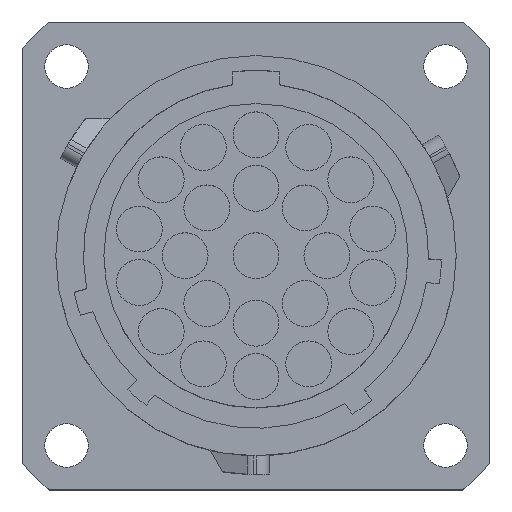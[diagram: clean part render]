
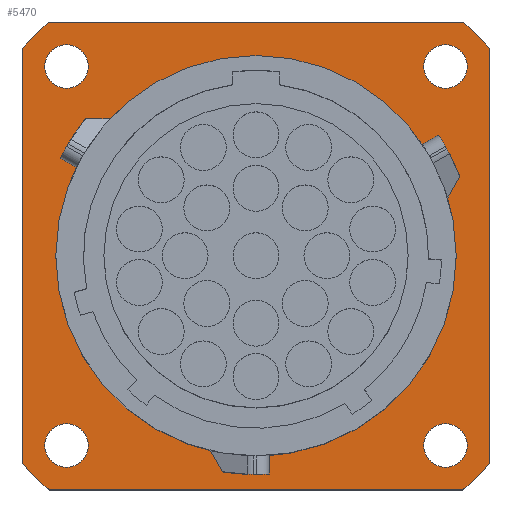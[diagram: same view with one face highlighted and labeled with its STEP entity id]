
A CAD part, top view. The second image highlights one B-rep face of the part: STEP entity #5470.
In plain terms, the highlighted planar face has unit normal (0, 0, 1).
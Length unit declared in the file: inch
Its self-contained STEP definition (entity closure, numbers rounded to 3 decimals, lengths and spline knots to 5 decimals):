
#186=CARTESIAN_POINT('',(0.,0.,0.));
#187=DIRECTION('',(0.,0.,-1.));
#188=DIRECTION('',(1.,0.,0.));
#189=AXIS2_PLACEMENT_3D('',#186,#187,#188);
#236=CARTESIAN_POINT('',(0.,0.,0.));
#237=DIRECTION('',(0.,0.,1.));
#238=DIRECTION('',(1.,0.,0.));
#239=AXIS2_PLACEMENT_3D('',#236,#237,#238);
#315=DIRECTION('',(1.,0.,0.));
#316=VECTOR('',#315,1.15859);
#317=CARTESIAN_POINT('',(-0.5793,0.65551,0.));
#318=LINE('',#317,#316);
#319=CARTESIAN_POINT('',(0.,0.,0.));
#320=DIRECTION('',(0.,0.,-1.));
#321=DIRECTION('',(0.662,0.749,0.));
#322=AXIS2_PLACEMENT_3D('',#319,#320,#321);
#324=DIRECTION('',(0.,-1.,0.));
#325=VECTOR('',#324,1.15859);
#326=CARTESIAN_POINT('',(0.65551,0.5793,0.));
#327=LINE('',#326,#325);
#328=CARTESIAN_POINT('',(0.,0.,0.));
#329=DIRECTION('',(0.,0.,-1.));
#330=DIRECTION('',(0.749,-0.662,0.));
#331=AXIS2_PLACEMENT_3D('',#328,#329,#330);
#333=DIRECTION('',(-1.,0.,0.));
#334=VECTOR('',#333,1.15859);
#335=CARTESIAN_POINT('',(0.5793,-0.65551,0.));
#336=LINE('',#335,#334);
#337=CARTESIAN_POINT('',(0.,0.,0.));
#338=DIRECTION('',(0.,0.,-1.));
#339=DIRECTION('',(-0.662,-0.749,0.));
#340=AXIS2_PLACEMENT_3D('',#337,#338,#339);
#342=DIRECTION('',(0.,1.,0.));
#343=VECTOR('',#342,1.15859);
#344=CARTESIAN_POINT('',(-0.65551,-0.5793,0.));
#345=LINE('',#344,#343);
#346=CARTESIAN_POINT('',(0.,0.,0.));
#347=DIRECTION('',(0.,0.,-1.));
#348=DIRECTION('',(-0.749,0.662,0.));
#349=AXIS2_PLACEMENT_3D('',#346,#347,#348);
#351=CARTESIAN_POINT('',(0.53091,0.53091,0.));
#352=DIRECTION('',(0.,0.,1.));
#353=DIRECTION('',(1.,0.,0.));
#354=AXIS2_PLACEMENT_3D('',#351,#352,#353);
#356=CARTESIAN_POINT('',(0.53091,0.53091,0.));
#357=DIRECTION('',(0.,0.,1.));
#358=DIRECTION('',(-1.,0.,0.));
#359=AXIS2_PLACEMENT_3D('',#356,#357,#358);
#361=CARTESIAN_POINT('',(0.53091,-0.53091,0.));
#362=DIRECTION('',(0.,0.,1.));
#363=DIRECTION('',(1.,0.,0.));
#364=AXIS2_PLACEMENT_3D('',#361,#362,#363);
#366=CARTESIAN_POINT('',(0.53091,-0.53091,0.));
#367=DIRECTION('',(0.,0.,1.));
#368=DIRECTION('',(-1.,0.,0.));
#369=AXIS2_PLACEMENT_3D('',#366,#367,#368);
#371=CARTESIAN_POINT('',(-0.53091,-0.53091,0.));
#372=DIRECTION('',(0.,0.,1.));
#373=DIRECTION('',(1.,0.,0.));
#374=AXIS2_PLACEMENT_3D('',#371,#372,#373);
#376=CARTESIAN_POINT('',(-0.53091,-0.53091,0.));
#377=DIRECTION('',(0.,0.,1.));
#378=DIRECTION('',(-1.,0.,0.));
#379=AXIS2_PLACEMENT_3D('',#376,#377,#378);
#381=CARTESIAN_POINT('',(-0.53091,0.53091,0.));
#382=DIRECTION('',(0.,0.,1.));
#383=DIRECTION('',(1.,0.,0.));
#384=AXIS2_PLACEMENT_3D('',#381,#382,#383);
#386=CARTESIAN_POINT('',(-0.53091,0.53091,0.));
#387=DIRECTION('',(0.,0.,1.));
#388=DIRECTION('',(-1.,0.,0.));
#389=AXIS2_PLACEMENT_3D('',#386,#387,#388);
#4421=CARTESIAN_POINT('',(0.56083,0.,0.));
#4423=VERTEX_POINT('',#4421);
#4433=CARTESIAN_POINT('',(-0.56083,0.,0.));
#4435=VERTEX_POINT('',#4433);
#4681=CARTESIAN_POINT('',(-0.5793,0.65551,0.));
#4682=CARTESIAN_POINT('',(0.5793,0.65551,0.));
#4683=VERTEX_POINT('',#4681);
#4684=VERTEX_POINT('',#4682);
#4685=CARTESIAN_POINT('',(0.65551,0.5793,0.));
#4686=CARTESIAN_POINT('',(0.65551,-0.5793,0.));
#4687=VERTEX_POINT('',#4685);
#4688=VERTEX_POINT('',#4686);
#4689=CARTESIAN_POINT('',(0.5793,-0.65551,0.));
#4690=CARTESIAN_POINT('',(-0.5793,-0.65551,0.));
#4691=VERTEX_POINT('',#4689);
#4692=VERTEX_POINT('',#4690);
#4693=CARTESIAN_POINT('',(-0.65551,-0.5793,0.));
#4694=CARTESIAN_POINT('',(-0.65551,0.5793,0.));
#4695=VERTEX_POINT('',#4693);
#4696=VERTEX_POINT('',#4694);
#4713=CARTESIAN_POINT('',(0.59193,0.53091,0.));
#4714=CARTESIAN_POINT('',(0.46988,0.53091,0.));
#4715=VERTEX_POINT('',#4713);
#4716=VERTEX_POINT('',#4714);
#4717=CARTESIAN_POINT('',(0.59193,-0.53091,0.));
#4718=CARTESIAN_POINT('',(0.46988,-0.53091,0.));
#4719=VERTEX_POINT('',#4717);
#4720=VERTEX_POINT('',#4718);
#4721=CARTESIAN_POINT('',(-0.46988,-0.53091,0.));
#4722=CARTESIAN_POINT('',(-0.59193,-0.53091,0.));
#4723=VERTEX_POINT('',#4721);
#4724=VERTEX_POINT('',#4722);
#4725=CARTESIAN_POINT('',(-0.46988,0.53091,0.));
#4726=CARTESIAN_POINT('',(-0.59193,0.53091,0.));
#4727=VERTEX_POINT('',#4725);
#4728=VERTEX_POINT('',#4726);
#5419=CARTESIAN_POINT('',(0.,0.,0.));
#5420=DIRECTION('',(0.,0.,-1.));
#5421=DIRECTION('',(-1.,0.,0.));
#5422=AXIS2_PLACEMENT_3D('',#5419,#5420,#5421);
#5423=PLANE('',#5422);
#5425=ORIENTED_EDGE('',*,*,#5424,.T.);
#5427=ORIENTED_EDGE('',*,*,#5426,.T.);
#5429=ORIENTED_EDGE('',*,*,#5428,.T.);
#5431=ORIENTED_EDGE('',*,*,#5430,.T.);
#5433=ORIENTED_EDGE('',*,*,#5432,.T.);
#5435=ORIENTED_EDGE('',*,*,#5434,.T.);
#5437=ORIENTED_EDGE('',*,*,#5436,.T.);
#5439=ORIENTED_EDGE('',*,*,#5438,.T.);
#5440=EDGE_LOOP('',(#5425,#5427,#5429,#5431,#5433,#5435,#5437,#5439));
#5441=FACE_OUTER_BOUND('',#5440,.F.);
#5442=ORIENTED_EDGE('',*,*,#5370,.T.);
#5443=ORIENTED_EDGE('',*,*,#5332,.F.);
#5444=EDGE_LOOP('',(#5442,#5443));
#5445=FACE_BOUND('',#5444,.F.);
#5447=ORIENTED_EDGE('',*,*,#5446,.T.);
#5449=ORIENTED_EDGE('',*,*,#5448,.T.);
#5450=EDGE_LOOP('',(#5447,#5449));
#5451=FACE_BOUND('',#5450,.F.);
#5453=ORIENTED_EDGE('',*,*,#5452,.T.);
#5455=ORIENTED_EDGE('',*,*,#5454,.T.);
#5456=EDGE_LOOP('',(#5453,#5455));
#5457=FACE_BOUND('',#5456,.F.);
#5459=ORIENTED_EDGE('',*,*,#5458,.T.);
#5461=ORIENTED_EDGE('',*,*,#5460,.T.);
#5462=EDGE_LOOP('',(#5459,#5461));
#5463=FACE_BOUND('',#5462,.F.);
#5465=ORIENTED_EDGE('',*,*,#5464,.T.);
#5467=ORIENTED_EDGE('',*,*,#5466,.T.);
#5468=EDGE_LOOP('',(#5465,#5467));
#5469=FACE_BOUND('',#5468,.F.);
#5470=ADVANCED_FACE('',(#5441,#5445,#5451,#5457,#5463,#5469),#5423,.F.);
#190=CIRCLE('',#189,0.56083);
#240=CIRCLE('',#239,0.56083);
#323=CIRCLE('',#322,0.8748);
#332=CIRCLE('',#331,0.8748);
#341=CIRCLE('',#340,0.8748);
#350=CIRCLE('',#349,0.8748);
#355=CIRCLE('',#354,0.06102);
#360=CIRCLE('',#359,0.06102);
#365=CIRCLE('',#364,0.06102);
#370=CIRCLE('',#369,0.06102);
#375=CIRCLE('',#374,0.06102);
#380=CIRCLE('',#379,0.06102);
#385=CIRCLE('',#384,0.06102);
#390=CIRCLE('',#389,0.06102);
#5332=EDGE_CURVE('',#4423,#4435,#190,.T.);
#5370=EDGE_CURVE('',#4423,#4435,#240,.T.);
#5424=EDGE_CURVE('',#4683,#4684,#318,.T.);
#5426=EDGE_CURVE('',#4684,#4687,#323,.T.);
#5428=EDGE_CURVE('',#4687,#4688,#327,.T.);
#5430=EDGE_CURVE('',#4688,#4691,#332,.T.);
#5432=EDGE_CURVE('',#4691,#4692,#336,.T.);
#5434=EDGE_CURVE('',#4692,#4695,#341,.T.);
#5436=EDGE_CURVE('',#4695,#4696,#345,.T.);
#5438=EDGE_CURVE('',#4696,#4683,#350,.T.);
#5446=EDGE_CURVE('',#4715,#4716,#355,.T.);
#5448=EDGE_CURVE('',#4716,#4715,#360,.T.);
#5452=EDGE_CURVE('',#4719,#4720,#365,.T.);
#5454=EDGE_CURVE('',#4720,#4719,#370,.T.);
#5458=EDGE_CURVE('',#4723,#4724,#375,.T.);
#5460=EDGE_CURVE('',#4724,#4723,#380,.T.);
#5464=EDGE_CURVE('',#4727,#4728,#385,.T.);
#5466=EDGE_CURVE('',#4728,#4727,#390,.T.);
